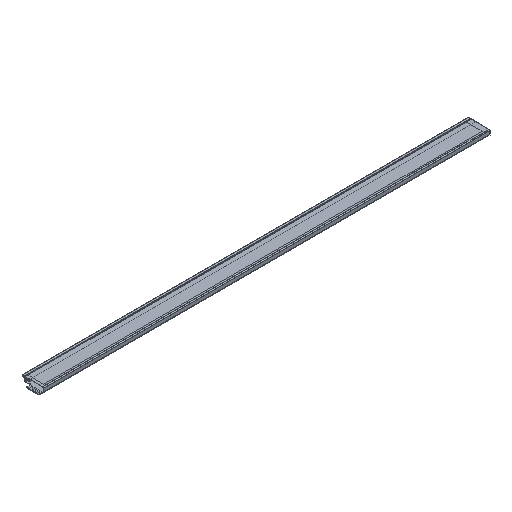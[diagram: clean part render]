
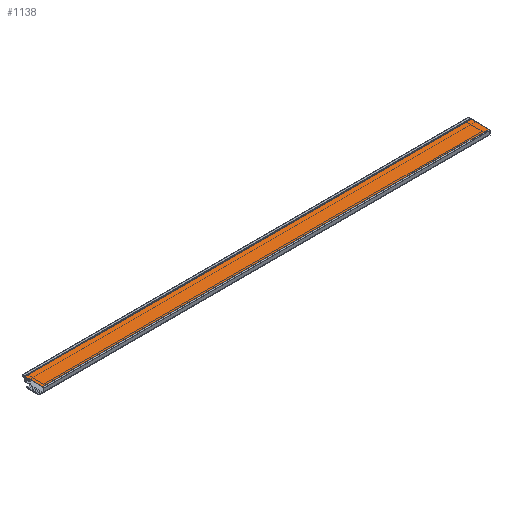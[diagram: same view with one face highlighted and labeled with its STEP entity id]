
A CAD part, isometric view. The second image highlights one B-rep face of the part: STEP entity #1138.
In plain terms, the highlighted planar face has unit normal (0, 0, 1).
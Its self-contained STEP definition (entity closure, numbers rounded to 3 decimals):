
#93 = DIRECTION ( 'NONE',  ( 0., 1., 0. ) ) ;
#140 = EDGE_CURVE ( 'NONE', #2708, #2074, #1990, .T. ) ;
#165 = ORIENTED_EDGE ( 'NONE', *, *, #646, .T. ) ;
#454 = PLANE ( 'NONE',  #2851 ) ;
#458 = DIRECTION ( 'NONE',  ( 0., -1., 0. ) ) ;
#513 = ORIENTED_EDGE ( 'NONE', *, *, #140, .T. ) ;
#542 = VECTOR ( 'NONE', #1430, 1000. ) ;
#547 = CARTESIAN_POINT ( 'NONE',  ( 313.1, 0., 0. ) ) ;
#644 = FACE_OUTER_BOUND ( 'NONE', #2145, .T. ) ;
#646 = EDGE_CURVE ( 'NONE', #2618, #2708, #1307, .T. ) ;
#721 = VECTOR ( 'NONE', #458, 1000. ) ;
#741 = DIRECTION ( 'NONE',  ( 1., 0., 0. ) ) ;
#748 = EDGE_CURVE ( 'NONE', #2417, #2618, #1561, .T. ) ;
#847 = CARTESIAN_POINT ( 'NONE',  ( 313.1, 0.7, 0. ) ) ;
#908 = CARTESIAN_POINT ( 'NONE',  ( 0., 0., 0. ) ) ;
#932 = LINE ( 'NONE', #547, #1928 ) ;
#1138 = ADVANCED_FACE ( 'NONE', ( #644 ), #454, .F. ) ;
#1205 = CARTESIAN_POINT ( 'NONE',  ( -2., 13.4, 0. ) ) ;
#1307 = LINE ( 'NONE', #2060, #721 ) ;
#1359 = DIRECTION ( 'NONE',  ( -1., 0., 0. ) ) ;
#1393 = ORIENTED_EDGE ( 'NONE', *, *, #748, .T. ) ;
#1402 = CARTESIAN_POINT ( 'NONE',  ( -2., 0.7, 0. ) ) ;
#1430 = DIRECTION ( 'NONE',  ( -1., 0., 0. ) ) ;
#1561 = LINE ( 'NONE', #1205, #542 ) ;
#1683 = CARTESIAN_POINT ( 'NONE',  ( 313.1, 13.4, 0. ) ) ;
#1928 = VECTOR ( 'NONE', #93, 1000. ) ;
#1990 = LINE ( 'NONE', #1402, #2304 ) ;
#2060 = CARTESIAN_POINT ( 'NONE',  ( -2., 0., 0. ) ) ;
#2074 = VERTEX_POINT ( 'NONE', #847 ) ;
#2141 = ORIENTED_EDGE ( 'NONE', *, *, #2366, .T. ) ;
#2145 = EDGE_LOOP ( 'NONE', ( #513, #2141, #1393, #165 ) ) ;
#2304 = VECTOR ( 'NONE', #741, 1000. ) ;
#2366 = EDGE_CURVE ( 'NONE', #2074, #2417, #932, .T. ) ;
#2417 = VERTEX_POINT ( 'NONE', #1683 ) ;
#2464 = CARTESIAN_POINT ( 'NONE',  ( -2., 0.7, 0. ) ) ;
#2500 = DIRECTION ( 'NONE',  ( 0., 0., -1. ) ) ;
#2618 = VERTEX_POINT ( 'NONE', #2651 ) ;
#2651 = CARTESIAN_POINT ( 'NONE',  ( -2., 13.4, 0. ) ) ;
#2708 = VERTEX_POINT ( 'NONE', #2464 ) ;
#2851 = AXIS2_PLACEMENT_3D ( 'NONE', #908, #2500, #1359 ) ;
